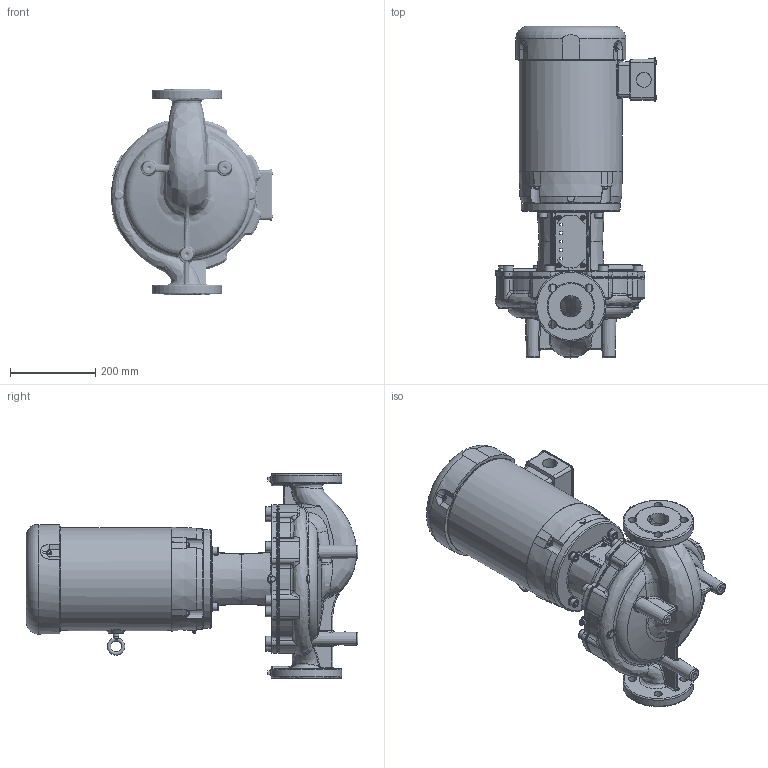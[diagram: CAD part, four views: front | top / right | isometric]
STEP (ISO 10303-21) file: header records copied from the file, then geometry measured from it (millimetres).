
FILE_DESCRIPTION(/* description */ (''),/* implementation_level */ '2;1');
FILE_NAME(/* name */ '2714571 - PUMP IL2 110_200-4-S1E 460V_3_60 TEFC_Shrinkwrap_1.stp',/* time_stamp */ '2022-03-23T14:23:47-05:00',/* author */ ('faliszekte'),/* organization */ (''),/* preprocessor_version */ 'ST-DEVELOPER v18.1',/* originating_system */ 'Autodesk Inventor 2021',/* authorisation */ '');
FILE_SCHEMA (('AP203_CONFIGURATION_CONTROLLED_3D_DESIGN_OF_MECHANICAL_PARTS_AND_ASSEMBLIES_MIM_LF { 1 0 10303 203 3 1 4 }','AUTOMOTIVE_DESIGN { 1 0 10303 214 3 1 1 }'));
Length unit declared in the file: inch
Products named in the file (1): 2714571 - PUMP IL2 110_200-4-S1E 460V_3_60 TEFC_Shrinkwrap_1
Bounding box: 379.54 x 777.93 x 482.6 mm (x, y, z)
Surface area: 1221906.6 mm2 (no closed solid volume)
Topology: 0 solids, 46 shells, 3841 faces, 10693 edges, 6930 vertices
Faces by surface type: plane 1553, cylinder 1204, bspline 470, cone 420, torus 98, sphere 96
Full cylindrical faces by diameter (mm): 3.768 x1, 7.937 x4, 8.141 x10, 8.179 x8, 8.6 x2, 8.839 x4, 9 x8, 9.652 x1, 10.162 x60, 10.516 x3, 10.716 x3, 11 x8, 11.1 x1, 11.112 x1, 12.662 x1, 12.7 x60, 13.495 x4, 19.05 x12, 23.812 x8, 34.919 x1, 35.052 x1, 165.1 x2, 241.579 x1
Entity records: 195663 total; most frequent: CARTESIAN_POINT 96639, ORIENTED_EDGE 20045, DIRECTION 19440, EDGE_CURVE 10662, AXIS2_PLACEMENT_3D 7231, VERTEX_POINT 6930, LINE 4978, VECTOR 4978
